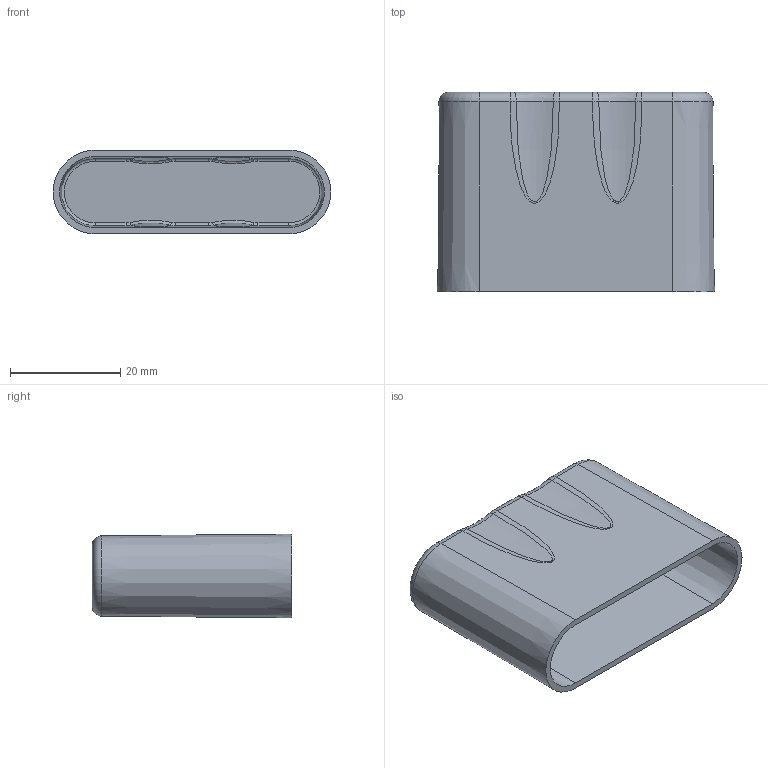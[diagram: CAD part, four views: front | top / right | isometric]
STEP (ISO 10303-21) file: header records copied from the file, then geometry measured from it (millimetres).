
FILE_DESCRIPTION((''),'2;1');
FILE_NAME('FANGCHENZHAO','2024-03-04T',('dell'),(''),'PRO/ENGINEER BY PARAMETRIC TECHNOLOGY CORPORATION, 2013230','PRO/ENGINEER BY PARAMETRIC TECHNOLOGY CORPORATION, 2013230','');
FILE_SCHEMA(('AUTOMOTIVE_DESIGN { 1 0 10303 214 1 1 1 1 }'));
Length unit declared in the file: millimetre
Products named in the file (1): FANGCHENZHAO
Bounding box: 50.4 x 36.2 x 15.2 mm (x, y, z)
Volume: 5290 mm3; surface area: 9334.5 mm2
Topology: 1 solids, 1 shells, 75 faces, 204 edges, 132 vertices
Faces by surface type: torus 28, bspline 24, cylinder 12, plane 7, cone 4
Entity records: 4994 total; most frequent: CARTESIAN_POINT 3211, ORIENTED_EDGE 408, DIRECTION 314, EDGE_CURVE 204, AXIS2_PLACEMENT_3D 139, VERTEX_POINT 132, CIRCLE 88, B_SPLINE_CURVE_WITH_KNOTS 80
